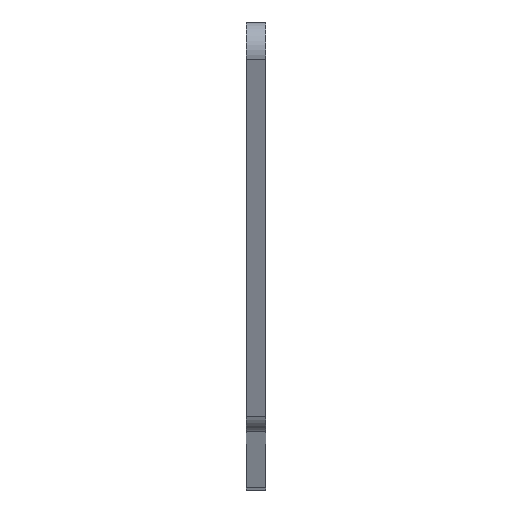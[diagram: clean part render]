
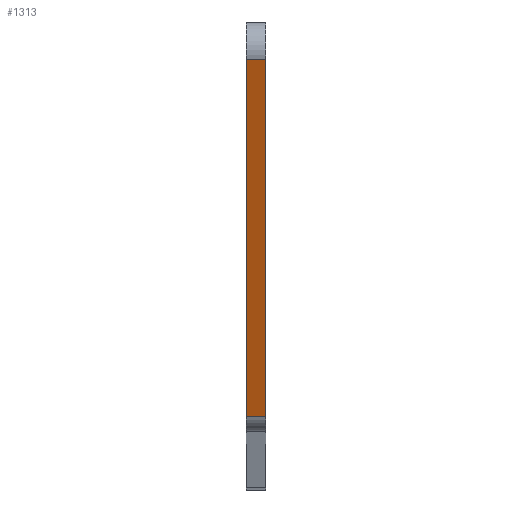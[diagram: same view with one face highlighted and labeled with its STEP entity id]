
A CAD part, left-side view. The second image highlights one B-rep face of the part: STEP entity #1313.
In plain terms, the highlighted planar face has unit normal (-0.934, 0, -0.356).
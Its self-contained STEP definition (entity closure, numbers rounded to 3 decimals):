
#210=FACE_OUTER_BOUND('',#293,.T.);
#293=EDGE_LOOP('',(#1120,#1121,#1122,#1123));
#414=LINE('',#2183,#526);
#416=LINE('',#2189,#528);
#420=LINE('',#2215,#532);
#421=LINE('',#2216,#533);
#526=VECTOR('',#1793,10.);
#528=VECTOR('',#1799,10.);
#532=VECTOR('',#1823,10.);
#533=VECTOR('',#1824,10.);
#647=VERTEX_POINT('',#2180);
#648=VERTEX_POINT('',#2182);
#650=VERTEX_POINT('',#2188);
#662=VERTEX_POINT('',#2214);
#821=EDGE_CURVE('',#647,#648,#414,.T.);
#824=EDGE_CURVE('',#650,#648,#416,.T.);
#837=EDGE_CURVE('',#662,#647,#420,.T.);
#838=EDGE_CURVE('',#650,#662,#421,.T.);
#1120=ORIENTED_EDGE('',*,*,#821,.F.);
#1121=ORIENTED_EDGE('',*,*,#837,.F.);
#1122=ORIENTED_EDGE('',*,*,#838,.F.);
#1123=ORIENTED_EDGE('',*,*,#824,.T.);
#1256=PLANE('',#1464);
#1313=ADVANCED_FACE('',(#210),#1256,.T.);
#1464=AXIS2_PLACEMENT_3D('',#2213,#1821,#1822);
#1793=DIRECTION('',(0.,-1.,0.));
#1799=DIRECTION('',(-0.356,0.,0.934));
#1821=DIRECTION('center_axis',(-0.934,0.,-0.356));
#1822=DIRECTION('ref_axis',(-0.356,0.,0.934));
#1823=DIRECTION('',(-0.356,0.,0.934));
#1824=DIRECTION('',(0.,1.,0.));
#2180=CARTESIAN_POINT('',(-405.785,5.,78.815));
#2182=CARTESIAN_POINT('',(-405.785,0.,78.815));
#2183=CARTESIAN_POINT('',(-405.785,0.,78.815));
#2188=CARTESIAN_POINT('',(-371.39,0.,-11.472));
#2189=CARTESIAN_POINT('',(-370.,0.,-15.12));
#2213=CARTESIAN_POINT('Origin',(-370.,0.,-15.12));
#2214=CARTESIAN_POINT('',(-371.39,5.,-11.472));
#2215=CARTESIAN_POINT('',(-370.,5.,-15.12));
#2216=CARTESIAN_POINT('',(-371.39,0.,-11.472));
